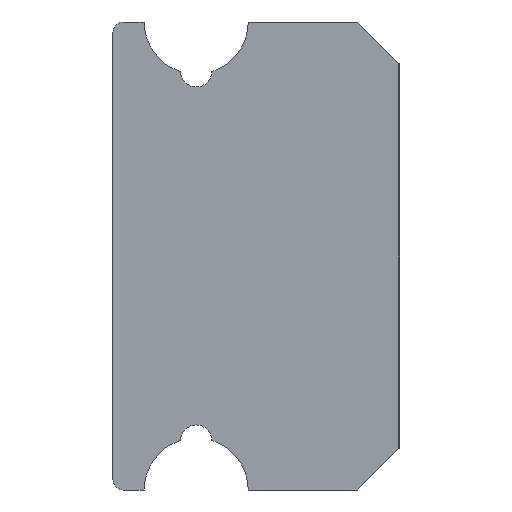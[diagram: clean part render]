
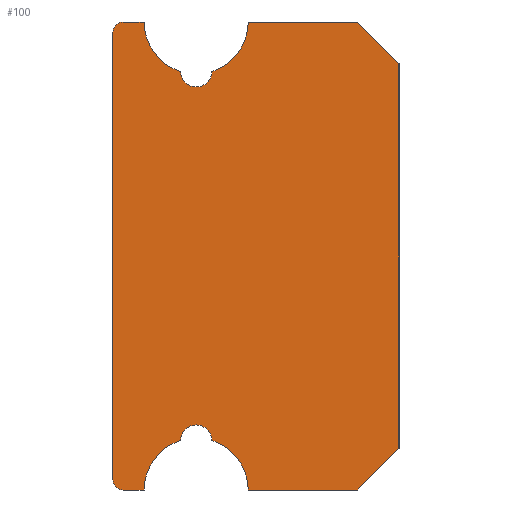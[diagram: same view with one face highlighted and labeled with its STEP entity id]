
A CAD part, left-side view. The second image highlights one B-rep face of the part: STEP entity #100.
In plain terms, the highlighted planar face has unit normal (-1, 0, 0).
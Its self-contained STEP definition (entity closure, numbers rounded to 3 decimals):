
#47 = EDGE_CURVE ( 'NONE', #1159, #48, #279, .T. ) ;
#48 = VERTEX_POINT ( 'NONE', #274 ) ;
#49 = ORIENTED_EDGE ( 'NONE', *, *, #50, .T. ) ;
#50 = EDGE_CURVE ( 'NONE', #48, #1082, #273, .T. ) ;
#51 = ORIENTED_EDGE ( 'NONE', *, *, #1081, .T. ) ;
#52 = ORIENTED_EDGE ( 'NONE', *, *, #53, .T. ) ;
#53 = EDGE_CURVE ( 'NONE', #1045, #1002, #98, .T. ) ;
#54 = ORIENTED_EDGE ( 'NONE', *, *, #1001, .F. ) ;
#55 = ORIENTED_EDGE ( 'NONE', *, *, #56, .T. ) ;
#56 = EDGE_CURVE ( 'NONE', #999, #1065, #93, .T. ) ;
#89 = DIRECTION ( 'NONE',  ( 0., 0., -1. ) ) ;
#90 = DIRECTION ( 'NONE',  ( -1., 0., 0. ) ) ;
#91 = CARTESIAN_POINT ( 'NONE',  ( -60., 5.3, 4.3 ) ) ;
#92 = AXIS2_PLACEMENT_3D ( 'NONE', #91, #90, #89 ) ;
#93 = CIRCLE ( 'NONE', #92, 0.2 ) ;
#94 = DIRECTION ( 'NONE',  ( 0., 0., 1. ) ) ;
#95 = DIRECTION ( 'NONE',  ( 1., 0., 0. ) ) ;
#96 = CARTESIAN_POINT ( 'NONE',  ( -60., 3.9, 4.5 ) ) ;
#97 = AXIS2_PLACEMENT_3D ( 'NONE', #96, #95, #94 ) ;
#98 = CIRCLE ( 'NONE', #97, 1. ) ;
#99 = DIRECTION ( 'NONE',  ( 0., 0., 1. ) ) ;
#100 = ADVANCED_FACE ( 'NONE', ( #328 ), #436, .F. ) ;
#101 = EDGE_LOOP ( 'NONE', ( #102, #103, #105, #106, #138, #141, #183, #184, #185, #186, #187, #188, #49, #51, #52, #54, #55 ) ) ;
#102 = ORIENTED_EDGE ( 'NONE', *, *, #1064, .F. ) ;
#103 = ORIENTED_EDGE ( 'NONE', *, *, #104, .T. ) ;
#104 = EDGE_CURVE ( 'NONE', #1091, #1162, #431, .T. ) ;
#105 = ORIENTED_EDGE ( 'NONE', *, *, #1101, .F. ) ;
#106 = ORIENTED_EDGE ( 'NONE', *, *, #107, .T. ) ;
#107 = EDGE_CURVE ( 'NONE', #1161, #250, #426, .T. ) ;
#138 = ORIENTED_EDGE ( 'NONE', *, *, #139, .T. ) ;
#139 = EDGE_CURVE ( 'NONE', #250, #140, #343, .T. ) ;
#140 = VERTEX_POINT ( 'NONE', #403 ) ;
#141 = ORIENTED_EDGE ( 'NONE', *, *, #142, .T. ) ;
#142 = EDGE_CURVE ( 'NONE', #140, #1067, #402, .T. ) ;
#183 = ORIENTED_EDGE ( 'NONE', *, *, #1197, .F. ) ;
#184 = ORIENTED_EDGE ( 'NONE', *, *, #1094, .F. ) ;
#185 = ORIENTED_EDGE ( 'NONE', *, *, #254, .F. ) ;
#186 = ORIENTED_EDGE ( 'NONE', *, *, #191, .F. ) ;
#187 = ORIENTED_EDGE ( 'NONE', *, *, #1158, .F. ) ;
#188 = ORIENTED_EDGE ( 'NONE', *, *, #47, .T. ) ;
#191 = EDGE_CURVE ( 'NONE', #982, #1044, #319, .T. ) ;
#250 = VERTEX_POINT ( 'NONE', #498 ) ;
#254 = EDGE_CURVE ( 'NONE', #1044, #1092, #493, .T. ) ;
#270 = DIRECTION ( 'NONE',  ( 1., 0., 0. ) ) ;
#271 = CARTESIAN_POINT ( 'NONE',  ( -60., 3.9, 3.55 ) ) ;
#272 = AXIS2_PLACEMENT_3D ( 'NONE', #271, #270, #99 ) ;
#273 = CIRCLE ( 'NONE', #272, 0.3 ) ;
#274 = CARTESIAN_POINT ( 'NONE',  ( -60., 3.6, 3.546 ) ) ;
#275 = DIRECTION ( 'NONE',  ( 0., 0., 1. ) ) ;
#276 = DIRECTION ( 'NONE',  ( 1., 0., 0. ) ) ;
#277 = CARTESIAN_POINT ( 'NONE',  ( -60., 3.9, 4.5 ) ) ;
#278 = AXIS2_PLACEMENT_3D ( 'NONE', #277, #276, #275 ) ;
#279 = CIRCLE ( 'NONE', #278, 1. ) ;
#316 = DIRECTION ( 'NONE',  ( 0., -0.707, -0.707 ) ) ;
#317 = VECTOR ( 'NONE', #316, 1000. ) ;
#318 = CARTESIAN_POINT ( 'NONE',  ( -60., 0., 3.7 ) ) ;
#319 = LINE ( 'NONE', #318, #317 ) ;
#328 = FACE_OUTER_BOUND ( 'NONE', #101, .T. ) ;
#343 = CIRCLE ( 'NONE', #407, 0.3 ) ;
#398 = DIRECTION ( 'NONE',  ( 0., 0., -1. ) ) ;
#399 = DIRECTION ( 'NONE',  ( 1., 0., 0. ) ) ;
#400 = CARTESIAN_POINT ( 'NONE',  ( -60., 3.9, -4.5 ) ) ;
#401 = AXIS2_PLACEMENT_3D ( 'NONE', #400, #399, #398 ) ;
#402 = CIRCLE ( 'NONE', #401, 1. ) ;
#403 = CARTESIAN_POINT ( 'NONE',  ( -60., 3.6, -3.546 ) ) ;
#404 = DIRECTION ( 'NONE',  ( 0., 0., -1. ) ) ;
#405 = DIRECTION ( 'NONE',  ( 1., 0., 0. ) ) ;
#406 = CARTESIAN_POINT ( 'NONE',  ( -60., 3.9, -3.55 ) ) ;
#407 = AXIS2_PLACEMENT_3D ( 'NONE', #406, #405, #404 ) ;
#422 = DIRECTION ( 'NONE',  ( 0., 0., -1. ) ) ;
#423 = DIRECTION ( 'NONE',  ( 1., 0., 0. ) ) ;
#424 = CARTESIAN_POINT ( 'NONE',  ( -60., 3.9, -4.5 ) ) ;
#425 = AXIS2_PLACEMENT_3D ( 'NONE', #424, #423, #422 ) ;
#426 = CIRCLE ( 'NONE', #425, 1. ) ;
#427 = DIRECTION ( 'NONE',  ( 0., 0., -1. ) ) ;
#428 = DIRECTION ( 'NONE',  ( -1., 0., 0. ) ) ;
#429 = CARTESIAN_POINT ( 'NONE',  ( -60., 5.3, -4.3 ) ) ;
#430 = AXIS2_PLACEMENT_3D ( 'NONE', #429, #428, #427 ) ;
#431 = CIRCLE ( 'NONE', #430, 0.2 ) ;
#432 = DIRECTION ( 'NONE',  ( 0., 0., -1. ) ) ;
#433 = DIRECTION ( 'NONE',  ( 1., 0., 0. ) ) ;
#434 = CARTESIAN_POINT ( 'NONE',  ( -60., 0., 4.5 ) ) ;
#435 = AXIS2_PLACEMENT_3D ( 'NONE', #434, #433, #432 ) ;
#436 = PLANE ( 'NONE',  #435 ) ;
#489 = CARTESIAN_POINT ( 'NONE',  ( -60., 0.8, 4.5 ) ) ;
#490 = DIRECTION ( 'NONE',  ( 0., 0., -1. ) ) ;
#491 = VECTOR ( 'NONE', #490, 1000. ) ;
#492 = CARTESIAN_POINT ( 'NONE',  ( -60., 0., -3.7 ) ) ;
#493 = LINE ( 'NONE', #492, #491 ) ;
#498 = CARTESIAN_POINT ( 'NONE',  ( -60., 4.2, -3.546 ) ) ;
#526 = CARTESIAN_POINT ( 'NONE',  ( -60., 4.9, 4.5 ) ) ;
#527 = DIRECTION ( 'NONE',  ( 0., -1., 0. ) ) ;
#528 = VECTOR ( 'NONE', #527, 1000. ) ;
#529 = CARTESIAN_POINT ( 'NONE',  ( -60., 0.8, 4.5 ) ) ;
#530 = LINE ( 'NONE', #529, #528 ) ;
#531 = CARTESIAN_POINT ( 'NONE',  ( -60., 5.3, 4.5 ) ) ;
#538 = CARTESIAN_POINT ( 'NONE',  ( -60., 2.9, -4.5 ) ) ;
#540 = CARTESIAN_POINT ( 'NONE',  ( -60., 5.5, 4.3 ) ) ;
#541 = DIRECTION ( 'NONE',  ( 0., 0., 1. ) ) ;
#542 = VECTOR ( 'NONE', #541, 1000. ) ;
#543 = CARTESIAN_POINT ( 'NONE',  ( -60., 5.5, -4.5 ) ) ;
#544 = LINE ( 'NONE', #543, #542 ) ;
#550 = CARTESIAN_POINT ( 'NONE',  ( -60., 0., -3.7 ) ) ;
#551 = CARTESIAN_POINT ( 'NONE',  ( -60., 5.5, -4.3 ) ) ;
#604 = DIRECTION ( 'NONE',  ( 0., 0., 1. ) ) ;
#605 = DIRECTION ( 'NONE',  ( 1., 0., 0. ) ) ;
#606 = CARTESIAN_POINT ( 'NONE',  ( -60., 3.9, 3.55 ) ) ;
#607 = AXIS2_PLACEMENT_3D ( 'NONE', #606, #605, #604 ) ;
#608 = CIRCLE ( 'NONE', #607, 0.3 ) ;
#609 = CARTESIAN_POINT ( 'NONE',  ( -60., 3.9, 3.25 ) ) ;
#635 = DIRECTION ( 'NONE',  ( 0., 1., 0. ) ) ;
#636 = VECTOR ( 'NONE', #635, 1000. ) ;
#637 = CARTESIAN_POINT ( 'NONE',  ( -60., 0.8, -4.5 ) ) ;
#638 = LINE ( 'NONE', #637, #636 ) ;
#650 = DIRECTION ( 'NONE',  ( 0., 0.707, -0.707 ) ) ;
#651 = VECTOR ( 'NONE', #650, 1000. ) ;
#652 = CARTESIAN_POINT ( 'NONE',  ( -60., 0., -3.7 ) ) ;
#653 = LINE ( 'NONE', #652, #651 ) ;
#670 = CARTESIAN_POINT ( 'NONE',  ( -60., 4.2, 3.546 ) ) ;
#671 = CARTESIAN_POINT ( 'NONE',  ( -60., 0., 3.7 ) ) ;
#741 = CARTESIAN_POINT ( 'NONE',  ( -60., 0.8, -4.5 ) ) ;
#765 = DIRECTION ( 'NONE',  ( 0., 1., 0. ) ) ;
#766 = VECTOR ( 'NONE', #765, 1000. ) ;
#767 = CARTESIAN_POINT ( 'NONE',  ( -60., 0.8, -4.5 ) ) ;
#768 = LINE ( 'NONE', #767, #766 ) ;
#882 = CARTESIAN_POINT ( 'NONE',  ( -60., 5.3, -4.5 ) ) ;
#883 = CARTESIAN_POINT ( 'NONE',  ( -60., 4.9, -4.5 ) ) ;
#885 = CARTESIAN_POINT ( 'NONE',  ( -60., 2.9, 4.5 ) ) ;
#886 = DIRECTION ( 'NONE',  ( 0., -1., 0. ) ) ;
#887 = VECTOR ( 'NONE', #886, 1000. ) ;
#888 = CARTESIAN_POINT ( 'NONE',  ( -60., 0.8, 4.5 ) ) ;
#889 = LINE ( 'NONE', #888, #887 ) ;
#982 = VERTEX_POINT ( 'NONE', #489 ) ;
#999 = VERTEX_POINT ( 'NONE', #531 ) ;
#1001 = EDGE_CURVE ( 'NONE', #999, #1002, #530, .T. ) ;
#1002 = VERTEX_POINT ( 'NONE', #526 ) ;
#1044 = VERTEX_POINT ( 'NONE', #671 ) ;
#1045 = VERTEX_POINT ( 'NONE', #670 ) ;
#1064 = EDGE_CURVE ( 'NONE', #1091, #1065, #544, .T. ) ;
#1065 = VERTEX_POINT ( 'NONE', #540 ) ;
#1067 = VERTEX_POINT ( 'NONE', #538 ) ;
#1081 = EDGE_CURVE ( 'NONE', #1082, #1045, #608, .T. ) ;
#1082 = VERTEX_POINT ( 'NONE', #609 ) ;
#1091 = VERTEX_POINT ( 'NONE', #551 ) ;
#1092 = VERTEX_POINT ( 'NONE', #550 ) ;
#1094 = EDGE_CURVE ( 'NONE', #1092, #1125, #653, .T. ) ;
#1101 = EDGE_CURVE ( 'NONE', #1161, #1162, #638, .T. ) ;
#1125 = VERTEX_POINT ( 'NONE', #741 ) ;
#1158 = EDGE_CURVE ( 'NONE', #1159, #982, #889, .T. ) ;
#1159 = VERTEX_POINT ( 'NONE', #885 ) ;
#1161 = VERTEX_POINT ( 'NONE', #883 ) ;
#1162 = VERTEX_POINT ( 'NONE', #882 ) ;
#1197 = EDGE_CURVE ( 'NONE', #1125, #1067, #768, .T. ) ;
